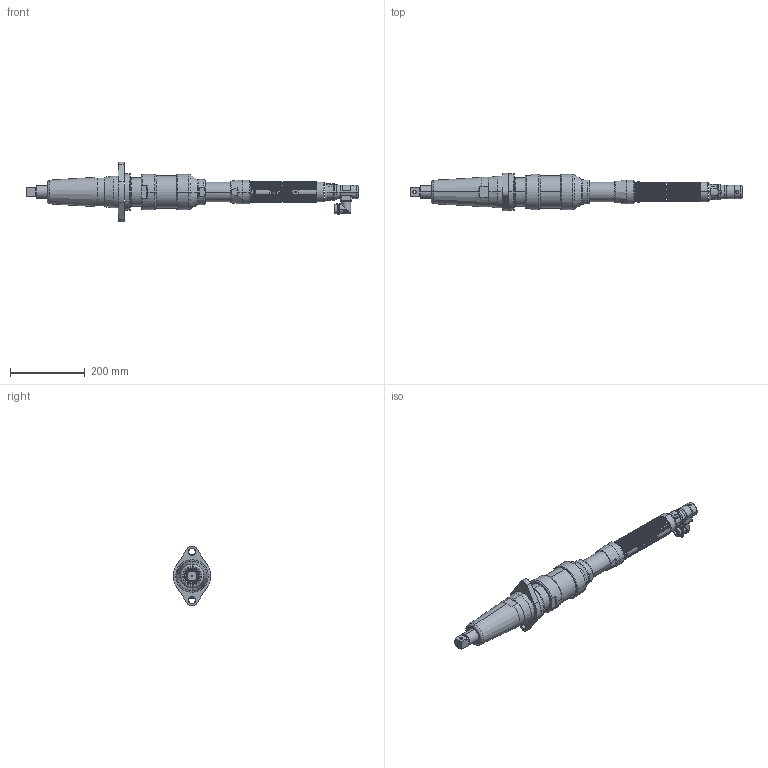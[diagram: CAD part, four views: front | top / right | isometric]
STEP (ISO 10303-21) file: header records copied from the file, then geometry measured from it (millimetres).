
FILE_DESCRIPTION((''),'2;1');
FILE_NAME('EB55MB5F1-1100R','2013-06-20T',('MAM0508'),(''),'PRO/ENGINEER BY PARAMETRIC TECHNOLOGY CORPORATION, 2010430','PRO/ENGINEER BY PARAMETRIC TECHNOLOGY CORPORATION, 2010430','');
FILE_SCHEMA(('CONFIG_CONTROL_DESIGN'));
Length unit declared in the file: inch
Products named in the file (1): EB55MB5F1-1100R
Bounding box: 890.36 x 101.25 x 160.35 mm (x, y, z)
Surface area: 215848.4 mm2 (no closed solid volume)
Topology: 0 solids, 74 shells, 382 faces, 2594 edges, 2186 vertices
Faces by surface type: cylinder 195, plane 94, cone 35, torus 33, bspline 23, extrusion 2
Entity records: 32755 total; most frequent: CARTESIAN_POINT 14884, DIRECTION 3222, ORIENTED_EDGE 3178, EDGE_CURVE 2594, VERTEX_POINT 2186, VECTOR 1330, LINE 1328, AXIS2_PLACEMENT_3D 946
